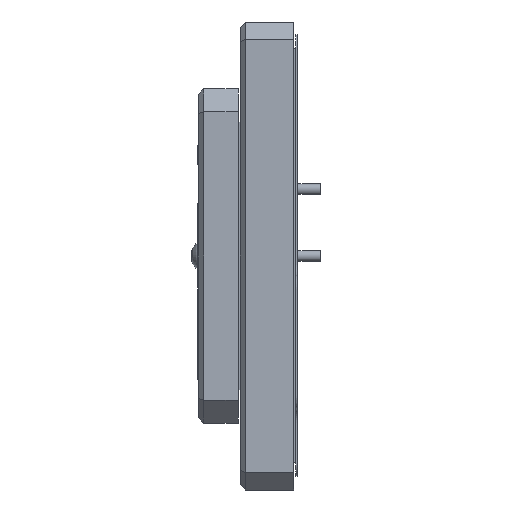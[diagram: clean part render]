
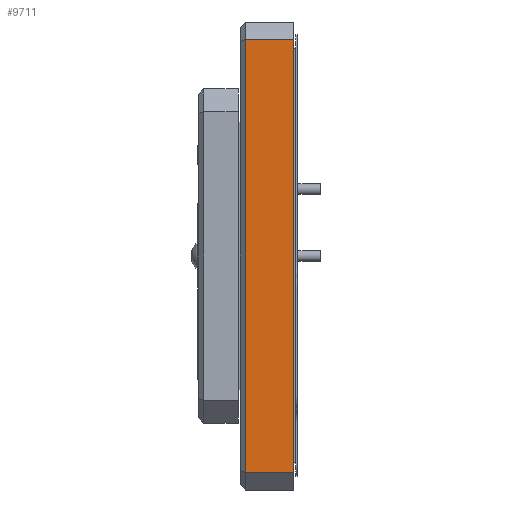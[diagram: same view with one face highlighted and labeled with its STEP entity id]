
A CAD part, left-side view. The second image highlights one B-rep face of the part: STEP entity #9711.
In plain terms, the highlighted planar face has unit normal (-1, 0, 0).
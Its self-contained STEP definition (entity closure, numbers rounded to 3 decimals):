
#326 = EDGE_CURVE ( 'NONE', #23105, #8215, #12262, .T. ) ;
#431 = AXIS2_PLACEMENT_3D ( 'NONE', #12206, #2819, #15961 ) ;
#745 = EDGE_CURVE ( 'NONE', #8017, #23105, #16008, .T. ) ;
#2578 = ORIENTED_EDGE ( 'NONE', *, *, #745, .T. ) ;
#2819 = DIRECTION ( 'NONE',  ( 1., 0., 0. ) ) ;
#4939 = ORIENTED_EDGE ( 'NONE', *, *, #15025, .T. ) ;
#5132 = CARTESIAN_POINT ( 'NONE',  ( -17.5, 4., 16.2 ) ) ;
#6030 = CARTESIAN_POINT ( 'NONE',  ( -17.5, 3.6, 17.5 ) ) ;
#6762 = FACE_OUTER_BOUND ( 'NONE', #13257, .T. ) ;
#7497 = LINE ( 'NONE', #6030, #21941 ) ;
#8017 = VERTEX_POINT ( 'NONE', #10685 ) ;
#8215 = VERTEX_POINT ( 'NONE', #21094 ) ;
#9147 = CARTESIAN_POINT ( 'NONE',  ( -17.5, 3.6, -16.2 ) ) ;
#9711 = ADVANCED_FACE ( 'NONE', ( #6762 ), #14100, .F. ) ;
#10436 = VECTOR ( 'NONE', #13294, 1000. ) ;
#10685 = CARTESIAN_POINT ( 'NONE',  ( -17.5, 0., -16.2 ) ) ;
#10701 = CARTESIAN_POINT ( 'NONE',  ( -17.5, 0., 16.2 ) ) ;
#10894 = ORIENTED_EDGE ( 'NONE', *, *, #20365, .T. ) ;
#11076 = VECTOR ( 'NONE', #20260, 1000. ) ;
#11822 = LINE ( 'NONE', #24085, #21822 ) ;
#12206 = CARTESIAN_POINT ( 'NONE',  ( -17.5, 4., 17.5 ) ) ;
#12262 = LINE ( 'NONE', #5132, #11076 ) ;
#12852 = DIRECTION ( 'NONE',  ( 0., -1., 0. ) ) ;
#13257 = EDGE_LOOP ( 'NONE', ( #13499, #10894, #4939, #2578 ) ) ;
#13294 = DIRECTION ( 'NONE',  ( 0., 0., 1. ) ) ;
#13499 = ORIENTED_EDGE ( 'NONE', *, *, #326, .T. ) ;
#14100 = PLANE ( 'NONE',  #431 ) ;
#15025 = EDGE_CURVE ( 'NONE', #17507, #8017, #11822, .T. ) ;
#15403 = DIRECTION ( 'NONE',  ( 0., 0., -1. ) ) ;
#15961 = DIRECTION ( 'NONE',  ( 0., 0., -1. ) ) ;
#16008 = LINE ( 'NONE', #23908, #10436 ) ;
#17507 = VERTEX_POINT ( 'NONE', #9147 ) ;
#20260 = DIRECTION ( 'NONE',  ( 0., 1., 0. ) ) ;
#20365 = EDGE_CURVE ( 'NONE', #8215, #17507, #7497, .T. ) ;
#21094 = CARTESIAN_POINT ( 'NONE',  ( -17.5, 3.6, 16.2 ) ) ;
#21822 = VECTOR ( 'NONE', #12852, 1000. ) ;
#21941 = VECTOR ( 'NONE', #15403, 1000. ) ;
#23105 = VERTEX_POINT ( 'NONE', #10701 ) ;
#23908 = CARTESIAN_POINT ( 'NONE',  ( -17.5, 0., 17.5 ) ) ;
#24085 = CARTESIAN_POINT ( 'NONE',  ( -17.5, 4., -16.2 ) ) ;
